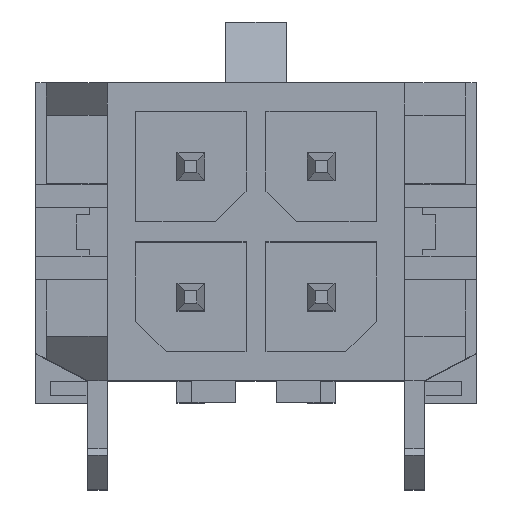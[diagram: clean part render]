
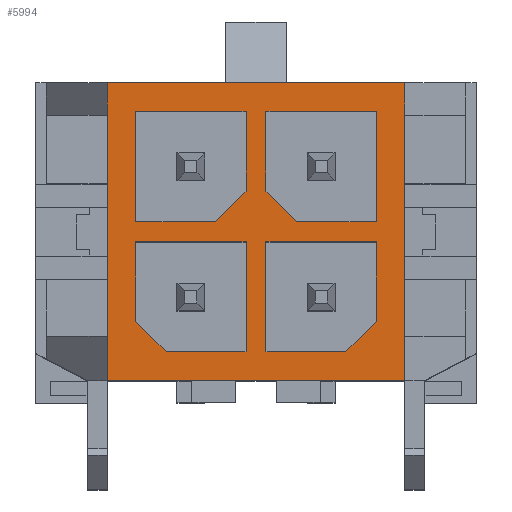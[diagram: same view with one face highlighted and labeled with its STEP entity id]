
A CAD part, top view. The second image highlights one B-rep face of the part: STEP entity #5994.
In plain terms, the highlighted planar face has unit normal (0, 0, 1).
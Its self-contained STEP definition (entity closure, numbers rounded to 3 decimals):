
#1291=DIRECTION('',(1.,0.,0.));
#1292=VECTOR('',#1291,6.85);
#1293=CARTESIAN_POINT('',(-3.425,-3.43,4.955));
#1294=LINE('',#1293,#1292);
#1599=DIRECTION('',(0.,1.,0.));
#1600=VECTOR('',#1599,5.09);
#1601=CARTESIAN_POINT('',(3.425,-2.41,4.955));
#1602=LINE('',#1601,#1600);
#1603=DIRECTION('',(0.,-1.,0.));
#1604=VECTOR('',#1603,1.02);
#1605=CARTESIAN_POINT('',(3.425,-2.41,4.955));
#1606=LINE('',#1605,#1604);
#1607=DIRECTION('',(0.,-1.,0.));
#1608=VECTOR('',#1607,1.02);
#1609=CARTESIAN_POINT('',(-3.425,-2.41,4.955));
#1610=LINE('',#1609,#1608);
#1611=DIRECTION('',(0.,1.,0.));
#1612=VECTOR('',#1611,5.09);
#1613=CARTESIAN_POINT('',(-3.425,-2.41,4.955));
#1614=LINE('',#1613,#1612);
#1615=DIRECTION('',(0.,-1.,0.));
#1616=VECTOR('',#1615,0.75);
#1617=CARTESIAN_POINT('',(-3.425,3.43,4.955));
#1618=LINE('',#1617,#1616);
#1619=DIRECTION('',(1.,0.,0.));
#1620=VECTOR('',#1619,6.85);
#1621=CARTESIAN_POINT('',(-3.425,3.43,4.955));
#1622=LINE('',#1621,#1620);
#1623=DIRECTION('',(0.,-1.,0.));
#1624=VECTOR('',#1623,0.75);
#1625=CARTESIAN_POINT('',(3.425,3.43,4.955));
#1626=LINE('',#1625,#1624);
#1627=DIRECTION('',(1.,0.,0.));
#1628=VECTOR('',#1627,1.84);
#1629=CARTESIAN_POINT('',(0.93,0.23,4.955));
#1630=LINE('',#1629,#1628);
#1631=DIRECTION('',(0.,1.,0.));
#1632=VECTOR('',#1631,2.54);
#1633=CARTESIAN_POINT('',(2.77,0.23,4.955));
#1634=LINE('',#1633,#1632);
#1635=DIRECTION('',(-1.,0.,0.));
#1636=VECTOR('',#1635,2.54);
#1637=CARTESIAN_POINT('',(2.77,2.77,4.955));
#1638=LINE('',#1637,#1636);
#1639=DIRECTION('',(0.,-1.,0.));
#1640=VECTOR('',#1639,1.84);
#1641=CARTESIAN_POINT('',(0.23,2.77,4.955));
#1642=LINE('',#1641,#1640);
#1643=DIRECTION('',(0.707,-0.707,0.));
#1644=VECTOR('',#1643,0.99);
#1645=CARTESIAN_POINT('',(0.23,0.93,4.955));
#1646=LINE('',#1645,#1644);
#1647=DIRECTION('',(-1.,0.,0.));
#1648=VECTOR('',#1647,2.54);
#1649=CARTESIAN_POINT('',(2.77,-0.23,4.955));
#1650=LINE('',#1649,#1648);
#1651=DIRECTION('',(0.,-1.,0.));
#1652=VECTOR('',#1651,2.54);
#1653=CARTESIAN_POINT('',(0.23,-0.23,4.955));
#1654=LINE('',#1653,#1652);
#1655=DIRECTION('',(1.,0.,0.));
#1656=VECTOR('',#1655,1.84);
#1657=CARTESIAN_POINT('',(0.23,-2.77,4.955));
#1658=LINE('',#1657,#1656);
#1659=DIRECTION('',(0.707,0.707,0.));
#1660=VECTOR('',#1659,0.99);
#1661=CARTESIAN_POINT('',(2.07,-2.77,4.955));
#1662=LINE('',#1661,#1660);
#1663=DIRECTION('',(0.,1.,0.));
#1664=VECTOR('',#1663,1.84);
#1665=CARTESIAN_POINT('',(2.77,-2.07,4.955));
#1666=LINE('',#1665,#1664);
#1667=DIRECTION('',(0.,-1.,0.));
#1668=VECTOR('',#1667,1.84);
#1669=CARTESIAN_POINT('',(-2.77,-0.23,4.955));
#1670=LINE('',#1669,#1668);
#1671=DIRECTION('',(0.707,-0.707,0.));
#1672=VECTOR('',#1671,0.99);
#1673=CARTESIAN_POINT('',(-2.77,-2.07,4.955));
#1674=LINE('',#1673,#1672);
#1675=DIRECTION('',(1.,0.,0.));
#1676=VECTOR('',#1675,1.84);
#1677=CARTESIAN_POINT('',(-2.07,-2.77,4.955));
#1678=LINE('',#1677,#1676);
#1679=DIRECTION('',(0.,1.,0.));
#1680=VECTOR('',#1679,2.54);
#1681=CARTESIAN_POINT('',(-0.23,-2.77,4.955));
#1682=LINE('',#1681,#1680);
#1683=DIRECTION('',(-1.,0.,0.));
#1684=VECTOR('',#1683,2.54);
#1685=CARTESIAN_POINT('',(-0.23,-0.23,4.955));
#1686=LINE('',#1685,#1684);
#1687=DIRECTION('',(1.,0.,0.));
#1688=VECTOR('',#1687,1.84);
#1689=CARTESIAN_POINT('',(-2.77,0.23,4.955));
#1690=LINE('',#1689,#1688);
#1691=DIRECTION('',(0.707,0.707,0.));
#1692=VECTOR('',#1691,0.99);
#1693=CARTESIAN_POINT('',(-0.93,0.23,4.955));
#1694=LINE('',#1693,#1692);
#1695=DIRECTION('',(0.,1.,0.));
#1696=VECTOR('',#1695,1.84);
#1697=CARTESIAN_POINT('',(-0.23,0.93,4.955));
#1698=LINE('',#1697,#1696);
#1699=DIRECTION('',(-1.,0.,0.));
#1700=VECTOR('',#1699,2.54);
#1701=CARTESIAN_POINT('',(-0.23,2.77,4.955));
#1702=LINE('',#1701,#1700);
#1703=DIRECTION('',(0.,-1.,0.));
#1704=VECTOR('',#1703,2.54);
#1705=CARTESIAN_POINT('',(-2.77,2.77,4.955));
#1706=LINE('',#1705,#1704);
#2939=CARTESIAN_POINT('',(-3.425,3.43,4.955));
#2941=VERTEX_POINT('',#2939);
#2944=CARTESIAN_POINT('',(3.425,3.43,4.955));
#2946=VERTEX_POINT('',#2944);
#2947=CARTESIAN_POINT('',(-3.425,-3.43,4.955));
#2948=CARTESIAN_POINT('',(3.425,-3.43,4.955));
#2949=VERTEX_POINT('',#2947);
#2950=VERTEX_POINT('',#2948);
#2971=CARTESIAN_POINT('',(3.425,-2.41,4.955));
#2972=CARTESIAN_POINT('',(3.425,2.68,4.955));
#2973=VERTEX_POINT('',#2971);
#2974=VERTEX_POINT('',#2972);
#2987=CARTESIAN_POINT('',(-3.425,-2.41,4.955));
#2988=CARTESIAN_POINT('',(-3.425,2.68,4.955));
#2989=VERTEX_POINT('',#2987);
#2990=VERTEX_POINT('',#2988);
#3585=CARTESIAN_POINT('',(0.93,0.23,4.955));
#3586=CARTESIAN_POINT('',(2.77,0.23,4.955));
#3587=VERTEX_POINT('',#3585);
#3588=VERTEX_POINT('',#3586);
#3589=CARTESIAN_POINT('',(2.77,2.77,4.955));
#3590=VERTEX_POINT('',#3589);
#3591=CARTESIAN_POINT('',(0.23,2.77,4.955));
#3592=VERTEX_POINT('',#3591);
#3593=CARTESIAN_POINT('',(2.77,-0.23,4.955));
#3594=CARTESIAN_POINT('',(0.23,-0.23,4.955));
#3595=VERTEX_POINT('',#3593);
#3596=VERTEX_POINT('',#3594);
#3597=CARTESIAN_POINT('',(0.23,-2.77,4.955));
#3598=CARTESIAN_POINT('',(2.07,-2.77,4.955));
#3599=VERTEX_POINT('',#3597);
#3600=VERTEX_POINT('',#3598);
#3601=CARTESIAN_POINT('',(2.77,-2.07,4.955));
#3602=VERTEX_POINT('',#3601);
#3603=CARTESIAN_POINT('',(-2.77,-0.23,4.955));
#3604=CARTESIAN_POINT('',(-2.77,-2.07,4.955));
#3605=VERTEX_POINT('',#3603);
#3606=VERTEX_POINT('',#3604);
#3607=CARTESIAN_POINT('',(-2.07,-2.77,4.955));
#3608=VERTEX_POINT('',#3607);
#3609=CARTESIAN_POINT('',(-0.23,-2.77,4.955));
#3610=VERTEX_POINT('',#3609);
#3611=CARTESIAN_POINT('',(-0.23,-0.23,4.955));
#3612=VERTEX_POINT('',#3611);
#3613=CARTESIAN_POINT('',(-2.77,0.23,4.955));
#3614=CARTESIAN_POINT('',(-0.93,0.23,4.955));
#3615=VERTEX_POINT('',#3613);
#3616=VERTEX_POINT('',#3614);
#3617=CARTESIAN_POINT('',(-0.23,2.77,4.955));
#3618=CARTESIAN_POINT('',(-2.77,2.77,4.955));
#3619=VERTEX_POINT('',#3617);
#3620=VERTEX_POINT('',#3618);
#3621=CARTESIAN_POINT('',(0.23,0.93,4.955));
#3622=VERTEX_POINT('',#3621);
#3623=CARTESIAN_POINT('',(-0.23,0.93,4.955));
#3624=VERTEX_POINT('',#3623);
#5931=CARTESIAN_POINT('',(-4.825,3.43,4.955));
#5932=DIRECTION('',(0.,0.,1.));
#5933=DIRECTION('',(0.,-1.,0.));
#5934=AXIS2_PLACEMENT_3D('',#5931,#5932,#5933);
#5935=PLANE('',#5934);
#5936=ORIENTED_EDGE('',*,*,#4807,.F.);
#5937=ORIENTED_EDGE('',*,*,#4706,.T.);
#5938=ORIENTED_EDGE('',*,*,#5454,.F.);
#5939=ORIENTED_EDGE('',*,*,#5923,.F.);
#5940=ORIENTED_EDGE('',*,*,#5106,.T.);
#5941=ORIENTED_EDGE('',*,*,#5912,.F.);
#5942=ORIENTED_EDGE('',*,*,#4533,.T.);
#5943=ORIENTED_EDGE('',*,*,#4687,.T.);
#5944=EDGE_LOOP('',(#5936,#5937,#5938,#5939,#5940,#5941,#5942,#5943));
#5945=FACE_OUTER_BOUND('',#5944,.F.);
#5947=ORIENTED_EDGE('',*,*,#5946,.T.);
#5949=ORIENTED_EDGE('',*,*,#5948,.T.);
#5951=ORIENTED_EDGE('',*,*,#5950,.T.);
#5953=ORIENTED_EDGE('',*,*,#5952,.T.);
#5955=ORIENTED_EDGE('',*,*,#5954,.T.);
#5956=EDGE_LOOP('',(#5947,#5949,#5951,#5953,#5955));
#5957=FACE_BOUND('',#5956,.F.);
#5959=ORIENTED_EDGE('',*,*,#5958,.T.);
#5961=ORIENTED_EDGE('',*,*,#5960,.T.);
#5963=ORIENTED_EDGE('',*,*,#5962,.T.);
#5965=ORIENTED_EDGE('',*,*,#5964,.T.);
#5967=ORIENTED_EDGE('',*,*,#5966,.T.);
#5968=EDGE_LOOP('',(#5959,#5961,#5963,#5965,#5967));
#5969=FACE_BOUND('',#5968,.F.);
#5971=ORIENTED_EDGE('',*,*,#5970,.T.);
#5973=ORIENTED_EDGE('',*,*,#5972,.T.);
#5975=ORIENTED_EDGE('',*,*,#5974,.T.);
#5977=ORIENTED_EDGE('',*,*,#5976,.T.);
#5979=ORIENTED_EDGE('',*,*,#5978,.T.);
#5980=EDGE_LOOP('',(#5971,#5973,#5975,#5977,#5979));
#5981=FACE_BOUND('',#5980,.F.);
#5983=ORIENTED_EDGE('',*,*,#5982,.T.);
#5985=ORIENTED_EDGE('',*,*,#5984,.T.);
#5987=ORIENTED_EDGE('',*,*,#5986,.T.);
#5989=ORIENTED_EDGE('',*,*,#5988,.T.);
#5991=ORIENTED_EDGE('',*,*,#5990,.T.);
#5992=EDGE_LOOP('',(#5983,#5985,#5987,#5989,#5991));
#5993=FACE_BOUND('',#5992,.F.);
#5994=ADVANCED_FACE('',(#5945,#5957,#5969,#5981,#5993),#5935,.T.);
#4533=EDGE_CURVE('',#2941,#2946,#1622,.T.);
#4687=EDGE_CURVE('',#2946,#2974,#1626,.T.);
#4706=EDGE_CURVE('',#2973,#2950,#1606,.T.);
#4807=EDGE_CURVE('',#2973,#2974,#1602,.T.);
#5106=EDGE_CURVE('',#2989,#2990,#1614,.T.);
#5454=EDGE_CURVE('',#2949,#2950,#1294,.T.);
#5912=EDGE_CURVE('',#2941,#2990,#1618,.T.);
#5923=EDGE_CURVE('',#2989,#2949,#1610,.T.);
#5946=EDGE_CURVE('',#3587,#3588,#1630,.T.);
#5948=EDGE_CURVE('',#3588,#3590,#1634,.T.);
#5950=EDGE_CURVE('',#3590,#3592,#1638,.T.);
#5952=EDGE_CURVE('',#3592,#3622,#1642,.T.);
#5954=EDGE_CURVE('',#3622,#3587,#1646,.T.);
#5958=EDGE_CURVE('',#3595,#3596,#1650,.T.);
#5960=EDGE_CURVE('',#3596,#3599,#1654,.T.);
#5962=EDGE_CURVE('',#3599,#3600,#1658,.T.);
#5964=EDGE_CURVE('',#3600,#3602,#1662,.T.);
#5966=EDGE_CURVE('',#3602,#3595,#1666,.T.);
#5970=EDGE_CURVE('',#3605,#3606,#1670,.T.);
#5972=EDGE_CURVE('',#3606,#3608,#1674,.T.);
#5974=EDGE_CURVE('',#3608,#3610,#1678,.T.);
#5976=EDGE_CURVE('',#3610,#3612,#1682,.T.);
#5978=EDGE_CURVE('',#3612,#3605,#1686,.T.);
#5982=EDGE_CURVE('',#3615,#3616,#1690,.T.);
#5984=EDGE_CURVE('',#3616,#3624,#1694,.T.);
#5986=EDGE_CURVE('',#3624,#3619,#1698,.T.);
#5988=EDGE_CURVE('',#3619,#3620,#1702,.T.);
#5990=EDGE_CURVE('',#3620,#3615,#1706,.T.);
